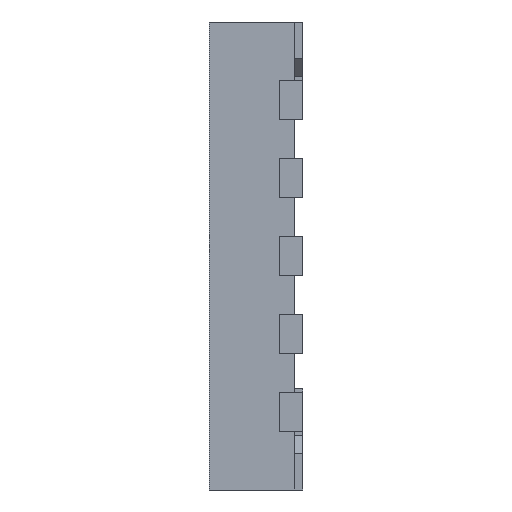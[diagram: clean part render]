
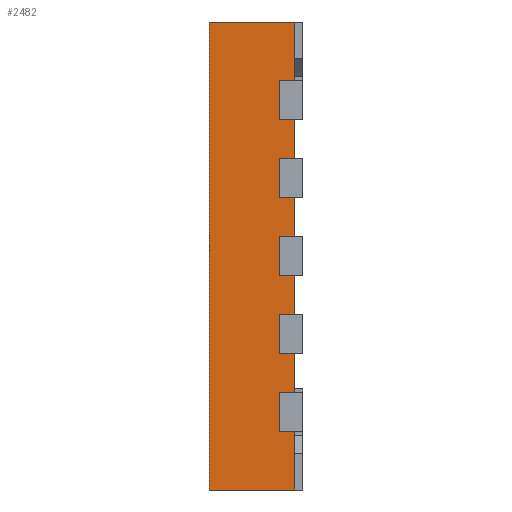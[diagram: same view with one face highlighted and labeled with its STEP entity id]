
A CAD part, left-side view. The second image highlights one B-rep face of the part: STEP entity #2482.
In plain terms, the highlighted planar face has unit normal (-1, 0, 0).
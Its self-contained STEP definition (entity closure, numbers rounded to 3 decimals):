
#2482 = ADVANCED_FACE('',(#2483),#2677,.F.);
#2483 = FACE_BOUND('',#2484,.T.);
#2484 = EDGE_LOOP('',(#2485,#2495,#2503,#2511,#2519,#2527,#2535,#2543,
    #2551,#2559,#2567,#2575,#2583,#2591,#2599,#2607,#2615,#2623,#2631,
    #2639,#2647,#2655,#2663,#2671));
#2485 = ORIENTED_EDGE('',*,*,#2486,.T.);
#2486 = EDGE_CURVE('',#2487,#2489,#2491,.T.);
#2487 = VERTEX_POINT('',#2488);
#2488 = CARTESIAN_POINT('',(-1.5,0.05,-1.5));
#2489 = VERTEX_POINT('',#2490);
#2490 = CARTESIAN_POINT('',(-1.5,0.05,-1.125));
#2491 = LINE('',#2492,#2493);
#2492 = CARTESIAN_POINT('',(-1.5,0.05,1.5));
#2493 = VECTOR('',#2494,1.);
#2494 = DIRECTION('',(-0.,-0.,1.));
#2495 = ORIENTED_EDGE('',*,*,#2496,.F.);
#2496 = EDGE_CURVE('',#2497,#2489,#2499,.T.);
#2497 = VERTEX_POINT('',#2498);
#2498 = CARTESIAN_POINT('',(-1.5,0.152,-1.125));
#2499 = LINE('',#2500,#2501);
#2500 = CARTESIAN_POINT('',(-1.5,0.152,-1.125));
#2501 = VECTOR('',#2502,1.);
#2502 = DIRECTION('',(-0.,-1.,-0.));
#2503 = ORIENTED_EDGE('',*,*,#2504,.F.);
#2504 = EDGE_CURVE('',#2505,#2497,#2507,.T.);
#2505 = VERTEX_POINT('',#2506);
#2506 = CARTESIAN_POINT('',(-1.5,0.152,-0.875));
#2507 = LINE('',#2508,#2509);
#2508 = CARTESIAN_POINT('',(-1.5,0.152,-1.125));
#2509 = VECTOR('',#2510,1.);
#2510 = DIRECTION('',(-0.,-0.,-1.));
#2511 = ORIENTED_EDGE('',*,*,#2512,.T.);
#2512 = EDGE_CURVE('',#2505,#2513,#2515,.T.);
#2513 = VERTEX_POINT('',#2514);
#2514 = CARTESIAN_POINT('',(-1.5,0.05,-0.875));
#2515 = LINE('',#2516,#2517);
#2516 = CARTESIAN_POINT('',(-1.5,0.152,-0.875));
#2517 = VECTOR('',#2518,1.);
#2518 = DIRECTION('',(-0.,-1.,-0.));
#2519 = ORIENTED_EDGE('',*,*,#2520,.T.);
#2520 = EDGE_CURVE('',#2513,#2521,#2523,.T.);
#2521 = VERTEX_POINT('',#2522);
#2522 = CARTESIAN_POINT('',(-1.5,0.05,-0.625));
#2523 = LINE('',#2524,#2525);
#2524 = CARTESIAN_POINT('',(-1.5,0.05,1.5));
#2525 = VECTOR('',#2526,1.);
#2526 = DIRECTION('',(-0.,-0.,1.));
#2527 = ORIENTED_EDGE('',*,*,#2528,.F.);
#2528 = EDGE_CURVE('',#2529,#2521,#2531,.T.);
#2529 = VERTEX_POINT('',#2530);
#2530 = CARTESIAN_POINT('',(-1.5,0.152,-0.625));
#2531 = LINE('',#2532,#2533);
#2532 = CARTESIAN_POINT('',(-1.5,0.756,-0.625));
#2533 = VECTOR('',#2534,1.);
#2534 = DIRECTION('',(0.,-1.,0.));
#2535 = ORIENTED_EDGE('',*,*,#2536,.T.);
#2536 = EDGE_CURVE('',#2529,#2537,#2539,.T.);
#2537 = VERTEX_POINT('',#2538);
#2538 = CARTESIAN_POINT('',(-1.5,0.152,-0.375));
#2539 = LINE('',#2540,#2541);
#2540 = CARTESIAN_POINT('',(-1.5,0.152,-0.375));
#2541 = VECTOR('',#2542,1.);
#2542 = DIRECTION('',(0.,0.,1.));
#2543 = ORIENTED_EDGE('',*,*,#2544,.T.);
#2544 = EDGE_CURVE('',#2537,#2545,#2547,.T.);
#2545 = VERTEX_POINT('',#2546);
#2546 = CARTESIAN_POINT('',(-1.5,0.05,-0.375));
#2547 = LINE('',#2548,#2549);
#2548 = CARTESIAN_POINT('',(-1.5,0.756,-0.375));
#2549 = VECTOR('',#2550,1.);
#2550 = DIRECTION('',(0.,-1.,0.));
#2551 = ORIENTED_EDGE('',*,*,#2552,.T.);
#2552 = EDGE_CURVE('',#2545,#2553,#2555,.T.);
#2553 = VERTEX_POINT('',#2554);
#2554 = CARTESIAN_POINT('',(-1.5,0.05,-0.125));
#2555 = LINE('',#2556,#2557);
#2556 = CARTESIAN_POINT('',(-1.5,0.05,1.5));
#2557 = VECTOR('',#2558,1.);
#2558 = DIRECTION('',(-0.,-0.,1.));
#2559 = ORIENTED_EDGE('',*,*,#2560,.F.);
#2560 = EDGE_CURVE('',#2561,#2553,#2563,.T.);
#2561 = VERTEX_POINT('',#2562);
#2562 = CARTESIAN_POINT('',(-1.5,0.152,-0.125));
#2563 = LINE('',#2564,#2565);
#2564 = CARTESIAN_POINT('',(-1.5,0.756,-0.125));
#2565 = VECTOR('',#2566,1.);
#2566 = DIRECTION('',(0.,-1.,0.));
#2567 = ORIENTED_EDGE('',*,*,#2568,.T.);
#2568 = EDGE_CURVE('',#2561,#2569,#2571,.T.);
#2569 = VERTEX_POINT('',#2570);
#2570 = CARTESIAN_POINT('',(-1.5,0.152,0.125));
#2571 = LINE('',#2572,#2573);
#2572 = CARTESIAN_POINT('',(-1.5,0.152,0.125));
#2573 = VECTOR('',#2574,1.);
#2574 = DIRECTION('',(0.,0.,1.));
#2575 = ORIENTED_EDGE('',*,*,#2576,.T.);
#2576 = EDGE_CURVE('',#2569,#2577,#2579,.T.);
#2577 = VERTEX_POINT('',#2578);
#2578 = CARTESIAN_POINT('',(-1.5,0.05,0.125));
#2579 = LINE('',#2580,#2581);
#2580 = CARTESIAN_POINT('',(-1.5,0.756,0.125));
#2581 = VECTOR('',#2582,1.);
#2582 = DIRECTION('',(0.,-1.,0.));
#2583 = ORIENTED_EDGE('',*,*,#2584,.T.);
#2584 = EDGE_CURVE('',#2577,#2585,#2587,.T.);
#2585 = VERTEX_POINT('',#2586);
#2586 = CARTESIAN_POINT('',(-1.5,0.05,0.375));
#2587 = LINE('',#2588,#2589);
#2588 = CARTESIAN_POINT('',(-1.5,0.05,1.5));
#2589 = VECTOR('',#2590,1.);
#2590 = DIRECTION('',(-0.,-0.,1.));
#2591 = ORIENTED_EDGE('',*,*,#2592,.F.);
#2592 = EDGE_CURVE('',#2593,#2585,#2595,.T.);
#2593 = VERTEX_POINT('',#2594);
#2594 = CARTESIAN_POINT('',(-1.5,0.152,0.375));
#2595 = LINE('',#2596,#2597);
#2596 = CARTESIAN_POINT('',(-1.5,0.756,0.375));
#2597 = VECTOR('',#2598,1.);
#2598 = DIRECTION('',(0.,-1.,0.));
#2599 = ORIENTED_EDGE('',*,*,#2600,.T.);
#2600 = EDGE_CURVE('',#2593,#2601,#2603,.T.);
#2601 = VERTEX_POINT('',#2602);
#2602 = CARTESIAN_POINT('',(-1.5,0.152,0.625));
#2603 = LINE('',#2604,#2605);
#2604 = CARTESIAN_POINT('',(-1.5,0.152,0.625));
#2605 = VECTOR('',#2606,1.);
#2606 = DIRECTION('',(0.,0.,1.));
#2607 = ORIENTED_EDGE('',*,*,#2608,.T.);
#2608 = EDGE_CURVE('',#2601,#2609,#2611,.T.);
#2609 = VERTEX_POINT('',#2610);
#2610 = CARTESIAN_POINT('',(-1.5,0.05,0.625));
#2611 = LINE('',#2612,#2613);
#2612 = CARTESIAN_POINT('',(-1.5,0.756,0.625));
#2613 = VECTOR('',#2614,1.);
#2614 = DIRECTION('',(0.,-1.,0.));
#2615 = ORIENTED_EDGE('',*,*,#2616,.T.);
#2616 = EDGE_CURVE('',#2609,#2617,#2619,.T.);
#2617 = VERTEX_POINT('',#2618);
#2618 = CARTESIAN_POINT('',(-1.5,0.05,0.875));
#2619 = LINE('',#2620,#2621);
#2620 = CARTESIAN_POINT('',(-1.5,0.05,1.5));
#2621 = VECTOR('',#2622,1.);
#2622 = DIRECTION('',(-0.,-0.,1.));
#2623 = ORIENTED_EDGE('',*,*,#2624,.F.);
#2624 = EDGE_CURVE('',#2625,#2617,#2627,.T.);
#2625 = VERTEX_POINT('',#2626);
#2626 = CARTESIAN_POINT('',(-1.5,0.152,0.875));
#2627 = LINE('',#2628,#2629);
#2628 = CARTESIAN_POINT('',(-1.5,0.152,0.875));
#2629 = VECTOR('',#2630,1.);
#2630 = DIRECTION('',(-0.,-1.,-0.));
#2631 = ORIENTED_EDGE('',*,*,#2632,.F.);
#2632 = EDGE_CURVE('',#2633,#2625,#2635,.T.);
#2633 = VERTEX_POINT('',#2634);
#2634 = CARTESIAN_POINT('',(-1.5,0.152,1.125));
#2635 = LINE('',#2636,#2637);
#2636 = CARTESIAN_POINT('',(-1.5,0.152,1.125));
#2637 = VECTOR('',#2638,1.);
#2638 = DIRECTION('',(0.,0.,-1.));
#2639 = ORIENTED_EDGE('',*,*,#2640,.T.);
#2640 = EDGE_CURVE('',#2633,#2641,#2643,.T.);
#2641 = VERTEX_POINT('',#2642);
#2642 = CARTESIAN_POINT('',(-1.5,0.05,1.125));
#2643 = LINE('',#2644,#2645);
#2644 = CARTESIAN_POINT('',(-1.5,0.152,1.125));
#2645 = VECTOR('',#2646,1.);
#2646 = DIRECTION('',(-0.,-1.,-0.));
#2647 = ORIENTED_EDGE('',*,*,#2648,.T.);
#2648 = EDGE_CURVE('',#2641,#2649,#2651,.T.);
#2649 = VERTEX_POINT('',#2650);
#2650 = CARTESIAN_POINT('',(-1.5,0.05,1.5));
#2651 = LINE('',#2652,#2653);
#2652 = CARTESIAN_POINT('',(-1.5,0.05,1.5));
#2653 = VECTOR('',#2654,1.);
#2654 = DIRECTION('',(-0.,-0.,1.));
#2655 = ORIENTED_EDGE('',*,*,#2656,.F.);
#2656 = EDGE_CURVE('',#2657,#2649,#2659,.T.);
#2657 = VERTEX_POINT('',#2658);
#2658 = CARTESIAN_POINT('',(-1.5,0.6,1.5));
#2659 = LINE('',#2660,#2661);
#2660 = CARTESIAN_POINT('',(-1.5,5.443,1.5));
#2661 = VECTOR('',#2662,1.);
#2662 = DIRECTION('',(-0.,-1.,-0.));
#2663 = ORIENTED_EDGE('',*,*,#2664,.F.);
#2664 = EDGE_CURVE('',#2665,#2657,#2667,.T.);
#2665 = VERTEX_POINT('',#2666);
#2666 = CARTESIAN_POINT('',(-1.5,0.6,-1.5));
#2667 = LINE('',#2668,#2669);
#2668 = CARTESIAN_POINT('',(-1.5,0.6,1.5));
#2669 = VECTOR('',#2670,1.);
#2670 = DIRECTION('',(-0.,0.,1.));
#2671 = ORIENTED_EDGE('',*,*,#2672,.T.);
#2672 = EDGE_CURVE('',#2665,#2487,#2673,.T.);
#2673 = LINE('',#2674,#2675);
#2674 = CARTESIAN_POINT('',(-1.5,5.443,-1.5));
#2675 = VECTOR('',#2676,1.);
#2676 = DIRECTION('',(-0.,-1.,-0.));
#2677 = PLANE('',#2678);
#2678 = AXIS2_PLACEMENT_3D('',#2679,#2680,#2681);
#2679 = CARTESIAN_POINT('',(-1.5,5.443,1.5));
#2680 = DIRECTION('',(1.,-0.,0.));
#2681 = DIRECTION('',(0.,0.,-1.));
